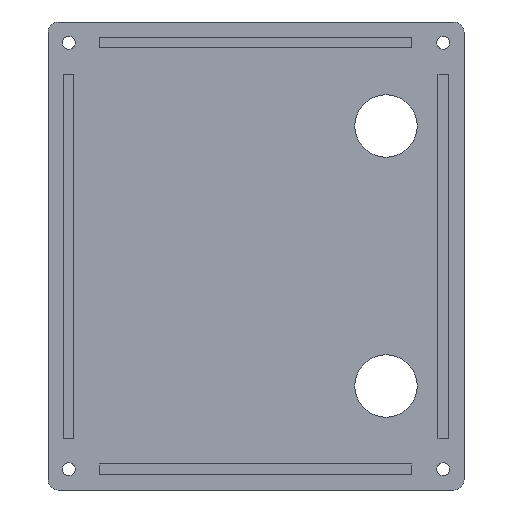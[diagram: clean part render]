
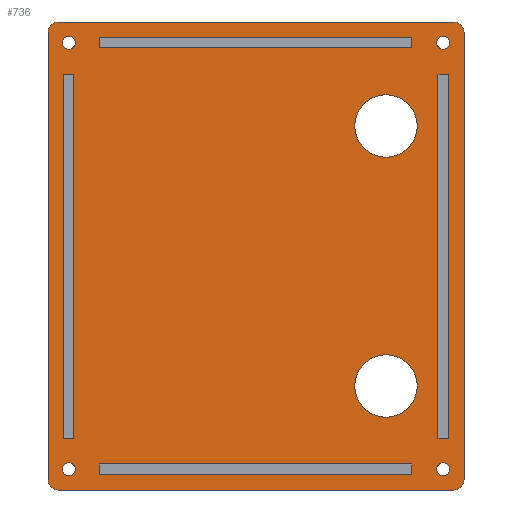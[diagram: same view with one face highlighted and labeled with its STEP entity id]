
A CAD part, front view. The second image highlights one B-rep face of the part: STEP entity #736.
In plain terms, the highlighted planar face has unit normal (0, -1, 0).
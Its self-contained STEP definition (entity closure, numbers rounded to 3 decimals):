
#31=FACE_BOUND('',#155,.T.);
#32=FACE_BOUND('',#156,.T.);
#33=FACE_BOUND('',#157,.T.);
#34=FACE_BOUND('',#158,.T.);
#35=FACE_BOUND('',#159,.T.);
#36=FACE_BOUND('',#160,.T.);
#37=FACE_BOUND('',#161,.T.);
#38=FACE_BOUND('',#162,.T.);
#39=FACE_BOUND('',#163,.T.);
#40=FACE_BOUND('',#164,.T.);
#52=CIRCLE('',#785,1.25);
#54=CIRCLE('',#789,1.25);
#56=CIRCLE('',#793,1.25);
#58=CIRCLE('',#797,1.25);
#59=CIRCLE('',#799,2.);
#60=CIRCLE('',#802,2.);
#61=CIRCLE('',#804,2.);
#62=CIRCLE('',#807,2.);
#63=CIRCLE('',#809,6.);
#64=CIRCLE('',#811,6.);
#108=FACE_OUTER_BOUND('',#154,.T.);
#154=EDGE_LOOP('',(#641,#642,#643,#644,#645,#646,#647,#648));
#155=EDGE_LOOP('',(#649,#650,#651,#652));
#156=EDGE_LOOP('',(#653,#654,#655,#656));
#157=EDGE_LOOP('',(#657,#658,#659,#660));
#158=EDGE_LOOP('',(#661,#662,#663,#664));
#159=EDGE_LOOP('',(#665));
#160=EDGE_LOOP('',(#666));
#161=EDGE_LOOP('',(#667));
#162=EDGE_LOOP('',(#668));
#163=EDGE_LOOP('',(#669));
#164=EDGE_LOOP('',(#670));
#165=LINE('',#1023,#239);
#169=LINE('',#1031,#243);
#172=LINE('',#1037,#246);
#175=LINE('',#1042,#249);
#177=LINE('',#1048,#251);
#181=LINE('',#1056,#255);
#184=LINE('',#1062,#258);
#187=LINE('',#1067,#261);
#189=LINE('',#1073,#263);
#193=LINE('',#1081,#267);
#196=LINE('',#1087,#270);
#199=LINE('',#1092,#273);
#201=LINE('',#1098,#275);
#205=LINE('',#1106,#279);
#208=LINE('',#1112,#282);
#211=LINE('',#1117,#285);
#227=LINE('',#1189,#301);
#233=LINE('',#1204,#307);
#237=LINE('',#1218,#311);
#238=LINE('',#1220,#312);
#239=VECTOR('',#819,10.);
#243=VECTOR('',#825,10.);
#246=VECTOR('',#830,10.);
#249=VECTOR('',#835,10.);
#251=VECTOR('',#841,10.);
#255=VECTOR('',#847,10.);
#258=VECTOR('',#852,10.);
#261=VECTOR('',#857,10.);
#263=VECTOR('',#863,10.);
#267=VECTOR('',#869,10.);
#270=VECTOR('',#874,10.);
#273=VECTOR('',#879,10.);
#275=VECTOR('',#885,10.);
#279=VECTOR('',#891,10.);
#282=VECTOR('',#896,10.);
#285=VECTOR('',#901,10.);
#301=VECTOR('',#979,10.);
#307=VECTOR('',#995,10.);
#311=VECTOR('',#1013,10.);
#312=VECTOR('',#1016,10.);
#313=VERTEX_POINT('',#1021);
#314=VERTEX_POINT('',#1022);
#317=VERTEX_POINT('',#1030);
#319=VERTEX_POINT('',#1036);
#321=VERTEX_POINT('',#1046);
#322=VERTEX_POINT('',#1047);
#325=VERTEX_POINT('',#1055);
#327=VERTEX_POINT('',#1061);
#329=VERTEX_POINT('',#1071);
#330=VERTEX_POINT('',#1072);
#333=VERTEX_POINT('',#1080);
#335=VERTEX_POINT('',#1086);
#337=VERTEX_POINT('',#1096);
#338=VERTEX_POINT('',#1097);
#341=VERTEX_POINT('',#1105);
#343=VERTEX_POINT('',#1111);
#360=VERTEX_POINT('',#1154);
#362=VERTEX_POINT('',#1162);
#364=VERTEX_POINT('',#1170);
#366=VERTEX_POINT('',#1178);
#367=VERTEX_POINT('',#1182);
#368=VERTEX_POINT('',#1184);
#369=VERTEX_POINT('',#1188);
#370=VERTEX_POINT('',#1192);
#371=VERTEX_POINT('',#1196);
#372=VERTEX_POINT('',#1198);
#373=VERTEX_POINT('',#1202);
#374=VERTEX_POINT('',#1206);
#375=VERTEX_POINT('',#1210);
#376=VERTEX_POINT('',#1214);
#377=EDGE_CURVE('',#313,#314,#165,.T.);
#381=EDGE_CURVE('',#314,#317,#169,.T.);
#384=EDGE_CURVE('',#317,#319,#172,.T.);
#387=EDGE_CURVE('',#319,#313,#175,.T.);
#389=EDGE_CURVE('',#321,#322,#177,.T.);
#393=EDGE_CURVE('',#322,#325,#181,.T.);
#396=EDGE_CURVE('',#325,#327,#184,.T.);
#399=EDGE_CURVE('',#327,#321,#187,.T.);
#401=EDGE_CURVE('',#329,#330,#189,.T.);
#405=EDGE_CURVE('',#330,#333,#193,.T.);
#408=EDGE_CURVE('',#333,#335,#196,.T.);
#411=EDGE_CURVE('',#335,#329,#199,.T.);
#413=EDGE_CURVE('',#337,#338,#201,.T.);
#417=EDGE_CURVE('',#338,#341,#205,.T.);
#420=EDGE_CURVE('',#341,#343,#208,.T.);
#423=EDGE_CURVE('',#343,#337,#211,.T.);
#442=EDGE_CURVE('',#360,#360,#52,.T.);
#446=EDGE_CURVE('',#362,#362,#54,.T.);
#450=EDGE_CURVE('',#364,#364,#56,.T.);
#454=EDGE_CURVE('',#366,#366,#58,.T.);
#456=EDGE_CURVE('',#367,#368,#59,.T.);
#458=EDGE_CURVE('',#369,#368,#227,.T.);
#460=EDGE_CURVE('',#369,#370,#60,.T.);
#463=EDGE_CURVE('',#371,#372,#61,.T.);
#466=EDGE_CURVE('',#371,#373,#233,.T.);
#468=EDGE_CURVE('',#374,#373,#62,.T.);
#470=EDGE_CURVE('',#375,#375,#63,.T.);
#472=EDGE_CURVE('',#376,#376,#64,.T.);
#473=EDGE_CURVE('',#374,#370,#237,.T.);
#474=EDGE_CURVE('',#367,#372,#238,.T.);
#641=ORIENTED_EDGE('',*,*,#456,.F.);
#642=ORIENTED_EDGE('',*,*,#474,.T.);
#643=ORIENTED_EDGE('',*,*,#463,.F.);
#644=ORIENTED_EDGE('',*,*,#466,.T.);
#645=ORIENTED_EDGE('',*,*,#468,.F.);
#646=ORIENTED_EDGE('',*,*,#473,.T.);
#647=ORIENTED_EDGE('',*,*,#460,.F.);
#648=ORIENTED_EDGE('',*,*,#458,.T.);
#649=ORIENTED_EDGE('',*,*,#377,.T.);
#650=ORIENTED_EDGE('',*,*,#381,.T.);
#651=ORIENTED_EDGE('',*,*,#384,.T.);
#652=ORIENTED_EDGE('',*,*,#387,.T.);
#653=ORIENTED_EDGE('',*,*,#389,.T.);
#654=ORIENTED_EDGE('',*,*,#393,.T.);
#655=ORIENTED_EDGE('',*,*,#396,.T.);
#656=ORIENTED_EDGE('',*,*,#399,.T.);
#657=ORIENTED_EDGE('',*,*,#401,.T.);
#658=ORIENTED_EDGE('',*,*,#405,.T.);
#659=ORIENTED_EDGE('',*,*,#408,.T.);
#660=ORIENTED_EDGE('',*,*,#411,.T.);
#661=ORIENTED_EDGE('',*,*,#413,.T.);
#662=ORIENTED_EDGE('',*,*,#417,.T.);
#663=ORIENTED_EDGE('',*,*,#420,.T.);
#664=ORIENTED_EDGE('',*,*,#423,.T.);
#665=ORIENTED_EDGE('',*,*,#442,.F.);
#666=ORIENTED_EDGE('',*,*,#450,.F.);
#667=ORIENTED_EDGE('',*,*,#446,.F.);
#668=ORIENTED_EDGE('',*,*,#472,.F.);
#669=ORIENTED_EDGE('',*,*,#470,.F.);
#670=ORIENTED_EDGE('',*,*,#454,.F.);
#696=PLANE('',#814);
#736=ADVANCED_FACE('',(#108,#31,#32,#33,#34,#35,#36,#37,#38,#39,#40),#696,
 .F.);
#785=AXIS2_PLACEMENT_3D('',#1156,#939,#940);
#789=AXIS2_PLACEMENT_3D('',#1164,#949,#950);
#793=AXIS2_PLACEMENT_3D('',#1172,#959,#960);
#797=AXIS2_PLACEMENT_3D('',#1180,#969,#970);
#799=AXIS2_PLACEMENT_3D('',#1185,#974,#975);
#802=AXIS2_PLACEMENT_3D('',#1193,#983,#984);
#804=AXIS2_PLACEMENT_3D('',#1199,#989,#990);
#807=AXIS2_PLACEMENT_3D('',#1208,#999,#1000);
#809=AXIS2_PLACEMENT_3D('',#1212,#1004,#1005);
#811=AXIS2_PLACEMENT_3D('',#1216,#1009,#1010);
#814=AXIS2_PLACEMENT_3D('',#1221,#1017,#1018);
#819=DIRECTION('',(0.,0.,-1.));
#825=DIRECTION('',(-1.,0.,0.));
#830=DIRECTION('',(0.,0.,1.));
#835=DIRECTION('',(1.,0.,0.));
#841=DIRECTION('',(0.,0.,1.));
#847=DIRECTION('',(1.,0.,0.));
#852=DIRECTION('',(0.,0.,-1.));
#857=DIRECTION('',(-1.,0.,0.));
#863=DIRECTION('',(-1.,0.,0.));
#869=DIRECTION('',(0.,0.,1.));
#874=DIRECTION('',(1.,0.,0.));
#879=DIRECTION('',(0.,0.,-1.));
#885=DIRECTION('',(0.,0.,1.));
#891=DIRECTION('',(1.,0.,0.));
#896=DIRECTION('',(0.,0.,-1.));
#901=DIRECTION('',(-1.,0.,0.));
#939=DIRECTION('center_axis',(0.,-1.,0.));
#940=DIRECTION('ref_axis',(1.,0.,0.));
#949=DIRECTION('center_axis',(0.,-1.,0.));
#950=DIRECTION('ref_axis',(1.,0.,0.));
#959=DIRECTION('center_axis',(0.,-1.,0.));
#960=DIRECTION('ref_axis',(1.,0.,0.));
#969=DIRECTION('center_axis',(0.,-1.,0.));
#970=DIRECTION('ref_axis',(1.,0.,0.));
#974=DIRECTION('center_axis',(0.,1.,0.));
#975=DIRECTION('ref_axis',(0.707,0.,-0.707));
#979=DIRECTION('',(1.,0.,0.));
#983=DIRECTION('center_axis',(0.,1.,0.));
#984=DIRECTION('ref_axis',(-0.707,0.,-0.707));
#989=DIRECTION('center_axis',(0.,1.,0.));
#990=DIRECTION('ref_axis',(0.707,0.,0.707));
#995=DIRECTION('',(-1.,0.,0.));
#999=DIRECTION('center_axis',(0.,1.,0.));
#1000=DIRECTION('ref_axis',(-0.707,0.,0.707));
#1004=DIRECTION('center_axis',(0.,-1.,0.));
#1005=DIRECTION('ref_axis',(1.,0.,0.));
#1009=DIRECTION('center_axis',(0.,-1.,0.));
#1010=DIRECTION('ref_axis',(1.,0.,0.));
#1013=DIRECTION('',(0.,0.,-1.));
#1016=DIRECTION('',(0.,0.,1.));
#1017=DIRECTION('center_axis',(0.,1.,0.));
#1018=DIRECTION('ref_axis',(1.,0.,0.));
#1021=CARTESIAN_POINT('',(30.,0.,-39.991));
#1022=CARTESIAN_POINT('',(30.,0.,-41.991));
#1023=CARTESIAN_POINT('',(30.,0.,-20.991));
#1030=CARTESIAN_POINT('',(-30.,0.,-41.991));
#1031=CARTESIAN_POINT('',(-15.,0.,-41.991));
#1036=CARTESIAN_POINT('',(-30.,0.,-39.991));
#1037=CARTESIAN_POINT('',(-30.,0.,-19.991));
#1042=CARTESIAN_POINT('',(15.,0.,-39.991));
#1046=CARTESIAN_POINT('',(-36.999,0.,-35.));
#1047=CARTESIAN_POINT('',(-36.999,0.,35.));
#1048=CARTESIAN_POINT('',(-36.999,0.,17.504));
#1055=CARTESIAN_POINT('',(-34.999,0.,35.));
#1056=CARTESIAN_POINT('',(-17.499,0.,35.));
#1061=CARTESIAN_POINT('',(-34.999,0.,-35.));
#1062=CARTESIAN_POINT('',(-34.999,0.,-17.496));
#1067=CARTESIAN_POINT('',(-18.499,0.,-35.));
#1071=CARTESIAN_POINT('',(37.001,0.,-35.));
#1072=CARTESIAN_POINT('',(35.001,0.,-35.));
#1073=CARTESIAN_POINT('',(17.501,0.,-35.));
#1080=CARTESIAN_POINT('',(35.001,0.,35.));
#1081=CARTESIAN_POINT('',(35.001,0.,17.504));
#1086=CARTESIAN_POINT('',(37.001,0.,35.));
#1087=CARTESIAN_POINT('',(18.501,0.,35.));
#1092=CARTESIAN_POINT('',(37.001,0.,-17.496));
#1096=CARTESIAN_POINT('',(-30.,0.,40.009));
#1097=CARTESIAN_POINT('',(-30.,0.,42.009));
#1098=CARTESIAN_POINT('',(-30.,0.,21.009));
#1105=CARTESIAN_POINT('',(30.,0.,42.009));
#1106=CARTESIAN_POINT('',(15.,0.,42.009));
#1111=CARTESIAN_POINT('',(30.,0.,40.009));
#1112=CARTESIAN_POINT('',(30.,0.,20.009));
#1117=CARTESIAN_POINT('',(-15.,0.,40.009));
#1154=CARTESIAN_POINT('',(34.751,0.,41.009));
#1156=CARTESIAN_POINT('Origin',(36.001,0.,41.009));
#1162=CARTESIAN_POINT('',(-37.249,0.,41.009));
#1164=CARTESIAN_POINT('Origin',(-35.999,0.,41.009));
#1170=CARTESIAN_POINT('',(34.751,0.,-40.991));
#1172=CARTESIAN_POINT('Origin',(36.001,0.,-40.991));
#1178=CARTESIAN_POINT('',(-37.249,0.,-40.991));
#1180=CARTESIAN_POINT('Origin',(-35.999,0.,-40.991));
#1182=CARTESIAN_POINT('',(40.001,0.,-42.991));
#1184=CARTESIAN_POINT('',(38.001,0.,-44.991));
#1185=CARTESIAN_POINT('Origin',(38.001,0.,-42.991));
#1188=CARTESIAN_POINT('',(-37.999,0.,-44.991));
#1189=CARTESIAN_POINT('',(-39.999,0.,-44.991));
#1192=CARTESIAN_POINT('',(-39.999,0.,-42.991));
#1193=CARTESIAN_POINT('Origin',(-37.999,0.,-42.991));
#1196=CARTESIAN_POINT('',(38.001,0.,45.009));
#1198=CARTESIAN_POINT('',(40.001,0.,43.009));
#1199=CARTESIAN_POINT('Origin',(38.001,0.,43.009));
#1202=CARTESIAN_POINT('',(-37.999,0.,45.009));
#1204=CARTESIAN_POINT('',(40.001,0.,45.009));
#1206=CARTESIAN_POINT('',(-39.999,0.,43.009));
#1208=CARTESIAN_POINT('Origin',(-37.999,0.,43.009));
#1210=CARTESIAN_POINT('',(19.001,0.,25.009));
#1212=CARTESIAN_POINT('Origin',(25.001,0.,25.009));
#1214=CARTESIAN_POINT('',(19.001,0.,-24.991));
#1216=CARTESIAN_POINT('Origin',(25.001,0.,-24.991));
#1218=CARTESIAN_POINT('',(-39.999,0.,45.009));
#1220=CARTESIAN_POINT('',(40.001,0.,-44.991));
#1221=CARTESIAN_POINT('Origin',(0.001,0.,0.009));
